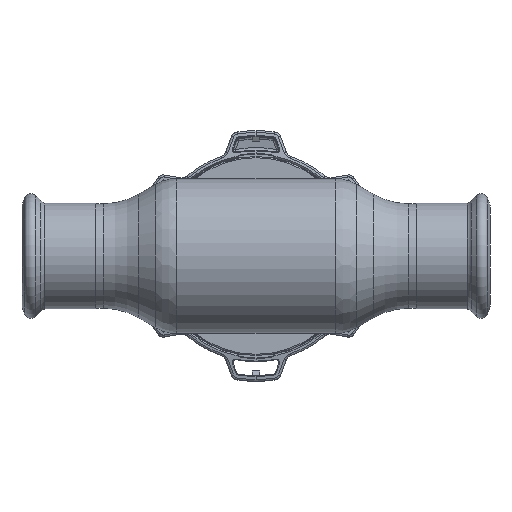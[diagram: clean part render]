
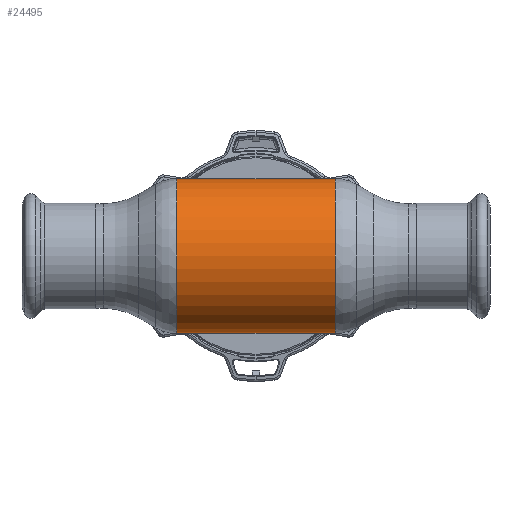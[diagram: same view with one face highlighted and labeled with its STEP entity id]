
A CAD part, front view. The second image highlights one B-rep face of the part: STEP entity #24495.
In plain terms, the highlighted cylindrical face has radius 33.34 mm (diameter 66.68 mm), a partial arc.
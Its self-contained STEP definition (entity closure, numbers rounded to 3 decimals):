
#50 = VERTEX_POINT ( 'NONE', #28123 ) ;
#134 = LINE ( 'NONE', #11063, #20846 ) ;
#797 = VERTEX_POINT ( 'NONE', #21208 ) ;
#863 = CIRCLE ( 'NONE', #1999, 33.34 ) ;
#1429 = AXIS2_PLACEMENT_3D ( 'NONE', #21903, #24071, #21387 ) ;
#1444 = EDGE_CURVE ( 'NONE', #50, #5414, #134, .T. ) ;
#1932 = CARTESIAN_POINT ( 'NONE',  ( -62.69, 0., -33.34 ) ) ;
#1999 = AXIS2_PLACEMENT_3D ( 'NONE', #34687, #13155, #10096 ) ;
#3922 = EDGE_CURVE ( 'NONE', #797, #5414, #23402, .T. ) ;
#4309 = DIRECTION ( 'NONE',  ( -1., 0., 0. ) ) ;
#5414 = VERTEX_POINT ( 'NONE', #7779 ) ;
#6814 = AXIS2_PLACEMENT_3D ( 'NONE', #23639, #4309, #34634 ) ;
#7415 = VERTEX_POINT ( 'NONE', #15818 ) ;
#7779 = CARTESIAN_POINT ( 'NONE',  ( -34.177, 0., 33.34 ) ) ;
#8338 = DIRECTION ( 'NONE',  ( -1., 0., 0. ) ) ;
#10096 = DIRECTION ( 'NONE',  ( 0., 0., 1. ) ) ;
#11063 = CARTESIAN_POINT ( 'NONE',  ( -62.69, 0., 33.34 ) ) ;
#11411 = ORIENTED_EDGE ( 'NONE', *, *, #3922, .F. ) ;
#12820 = FACE_OUTER_BOUND ( 'NONE', #16509, .T. ) ;
#12881 = LINE ( 'NONE', #1932, #22262 ) ;
#13155 = DIRECTION ( 'NONE',  ( -1., 0., 0. ) ) ;
#14413 = EDGE_CURVE ( 'NONE', #7415, #50, #863, .T. ) ;
#15818 = CARTESIAN_POINT ( 'NONE',  ( 34.177, 0., -33.34 ) ) ;
#16509 = EDGE_LOOP ( 'NONE', ( #17082, #27525, #26901, #11411 ) ) ;
#17082 = ORIENTED_EDGE ( 'NONE', *, *, #29929, .F. ) ;
#20846 = VECTOR ( 'NONE', #8338, 1000. ) ;
#21208 = CARTESIAN_POINT ( 'NONE',  ( -34.177, 0., -33.34 ) ) ;
#21387 = DIRECTION ( 'NONE',  ( 0., 0., 1. ) ) ;
#21903 = CARTESIAN_POINT ( 'NONE',  ( -62.69, 0., 0. ) ) ;
#22262 = VECTOR ( 'NONE', #27014, 1000. ) ;
#23402 = CIRCLE ( 'NONE', #6814, 33.34 ) ;
#23639 = CARTESIAN_POINT ( 'NONE',  ( -34.177, 0., 0. ) ) ;
#23720 = CYLINDRICAL_SURFACE ( 'NONE', #1429, 33.34 ) ;
#24071 = DIRECTION ( 'NONE',  ( -1., 0., 0. ) ) ;
#24495 = ADVANCED_FACE ( 'NONE', ( #12820 ), #23720, .T. ) ;
#26901 = ORIENTED_EDGE ( 'NONE', *, *, #1444, .T. ) ;
#27014 = DIRECTION ( 'NONE',  ( -1., 0., 0. ) ) ;
#27525 = ORIENTED_EDGE ( 'NONE', *, *, #14413, .T. ) ;
#28123 = CARTESIAN_POINT ( 'NONE',  ( 34.177, 0., 33.34 ) ) ;
#29929 = EDGE_CURVE ( 'NONE', #7415, #797, #12881, .T. ) ;
#34634 = DIRECTION ( 'NONE',  ( 0., 0., 1. ) ) ;
#34687 = CARTESIAN_POINT ( 'NONE',  ( 34.177, 0., 0. ) ) ;
